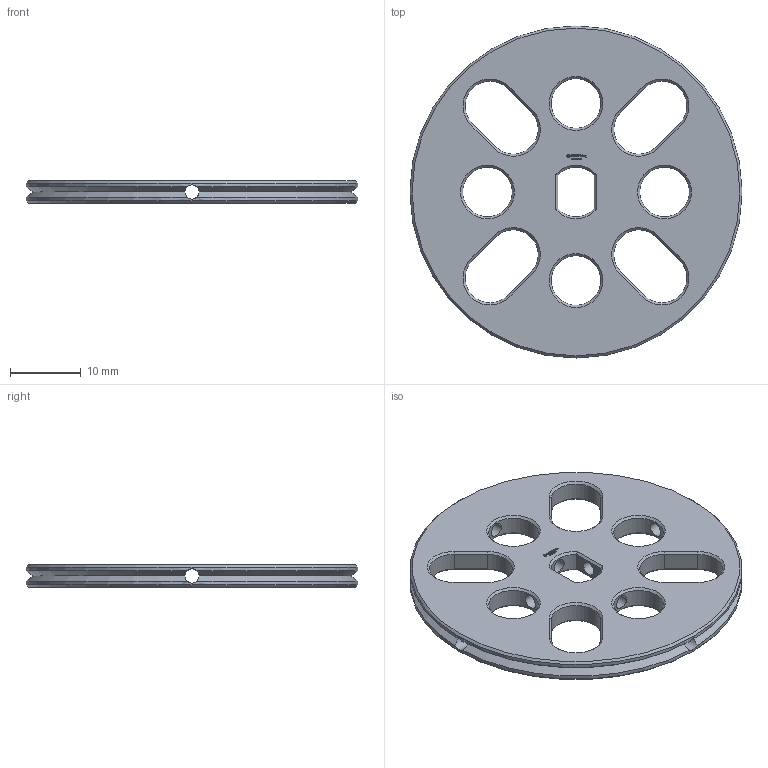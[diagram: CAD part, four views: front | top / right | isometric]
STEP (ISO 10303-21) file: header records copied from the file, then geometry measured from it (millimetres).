
FILE_DESCRIPTION(('FreeCAD Model'),'2;1');
FILE_NAME('Open CASCADE Shape Model','2023-11-13T23:58:00',(''),(''), 'Open CASCADE STEP processor 7.6','FreeCAD','Unknown');
FILE_SCHEMA(('AUTOMOTIVE_DESIGN { 1 0 10303 214 1 1 1 1 }'));
Length unit declared in the file: millimetre
Products named in the file (1): Washer FXD OCT BU03.75x00.25 - SPN-WSR-0012 (stemfie.org)
Bounding box: 46.88 x 46.88 x 3.12 mm (x, y, z)
Volume: 3610.6 mm3; surface area: 3984.9 mm2
Topology: 1 solids, 1 shells, 565 faces, 1570 edges, 1030 vertices
Faces by surface type: plane 343, extrusion 160, cone 38, cylinder 24
Full cylindrical faces by diameter (mm): 2 x8, 7 x4, 46.875 x2
Entity records: 41049 total; most frequent: CARTESIAN_POINT 10811, DIRECTION 4946, VECTOR 3956, LINE 3796, ORIENTED_EDGE 3140, PCURVE 3140, DEFINITIONAL_REPRESENTATION 3140, EDGE_CURVE 1570
